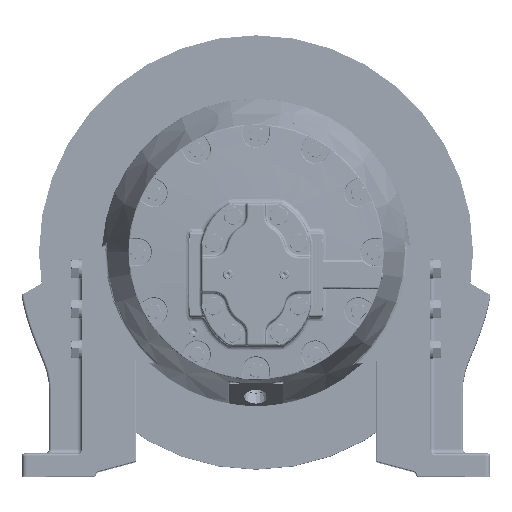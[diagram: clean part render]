
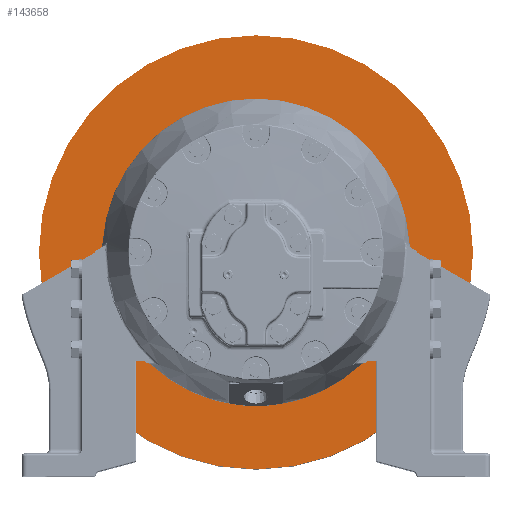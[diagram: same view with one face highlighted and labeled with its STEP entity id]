
A CAD part, top view. The second image highlights one B-rep face of the part: STEP entity #143658.
In plain terms, the highlighted planar face has unit normal (0, 0, 1).
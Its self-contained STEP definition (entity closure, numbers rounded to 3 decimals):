
#134880=CARTESIAN_POINT('',(0.,0.,-7.568));
#134881=DIRECTION('',(0.,0.,1.));
#134882=DIRECTION('',(1.,0.,0.));
#134883=AXIS2_PLACEMENT_3D('',#134880,#134881,#134882);
#134885=CARTESIAN_POINT('',(0.,0.,-7.568));
#134886=DIRECTION('',(0.,0.,1.));
#134887=DIRECTION('',(-1.,0.,0.));
#134888=AXIS2_PLACEMENT_3D('',#134885,#134886,#134887);
#134890=CARTESIAN_POINT('',(0.,0.,-7.568));
#134891=DIRECTION('',(0.,0.,-1.));
#134892=DIRECTION('',(-1.,0.,0.));
#134893=AXIS2_PLACEMENT_3D('',#134890,#134891,#134892);
#134895=CARTESIAN_POINT('',(0.,0.,-7.568));
#134896=DIRECTION('',(0.,0.,-1.));
#134897=DIRECTION('',(1.,0.,0.));
#134898=AXIS2_PLACEMENT_3D('',#134895,#134896,#134897);
#136681=CARTESIAN_POINT('',(12.,0.,-7.568));
#136682=CARTESIAN_POINT('',(-12.,0.,-7.568));
#136683=VERTEX_POINT('',#136681);
#136684=VERTEX_POINT('',#136682);
#136717=CARTESIAN_POINT('',(-5.631,0.,-7.568));
#136718=CARTESIAN_POINT('',(5.631,0.,-7.568));
#136719=VERTEX_POINT('',#136717);
#136720=VERTEX_POINT('',#136718);
#143643=CARTESIAN_POINT('',(-5.631,0.,-7.568));
#143644=DIRECTION('',(0.,0.,1.));
#143645=DIRECTION('',(-1.,0.,0.));
#143646=AXIS2_PLACEMENT_3D('',#143643,#143644,#143645);
#143647=PLANE('',#143646);
#143649=ORIENTED_EDGE('',*,*,#143648,.F.);
#143651=ORIENTED_EDGE('',*,*,#143650,.F.);
#143652=EDGE_LOOP('',(#143649,#143651));
#143653=FACE_OUTER_BOUND('',#143652,.F.);
#143654=ORIENTED_EDGE('',*,*,#143591,.F.);
#143655=ORIENTED_EDGE('',*,*,#143611,.F.);
#143656=EDGE_LOOP('',(#143654,#143655));
#143657=FACE_BOUND('',#143656,.F.);
#134884=CIRCLE('',#134883,12.);
#134889=CIRCLE('',#134888,12.);
#134894=CIRCLE('',#134893,5.631);
#134899=CIRCLE('',#134898,5.631);
#143591=EDGE_CURVE('',#136719,#136720,#134894,.T.);
#143611=EDGE_CURVE('',#136720,#136719,#134899,.T.);
#143648=EDGE_CURVE('',#136683,#136684,#134884,.T.);
#143650=EDGE_CURVE('',#136684,#136683,#134889,.T.);
#143658=ADVANCED_FACE('',(#143653,#143657),#143647,.T.);
